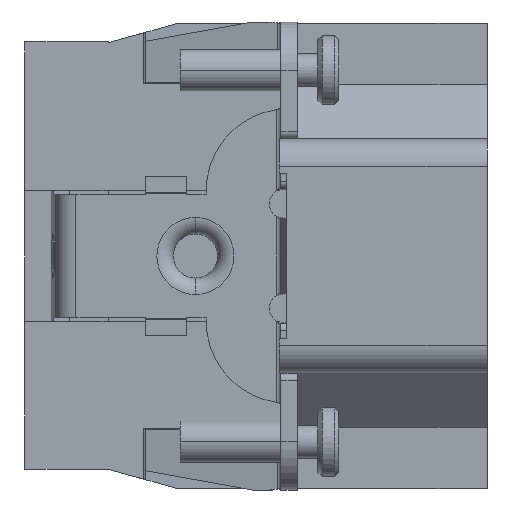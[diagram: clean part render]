
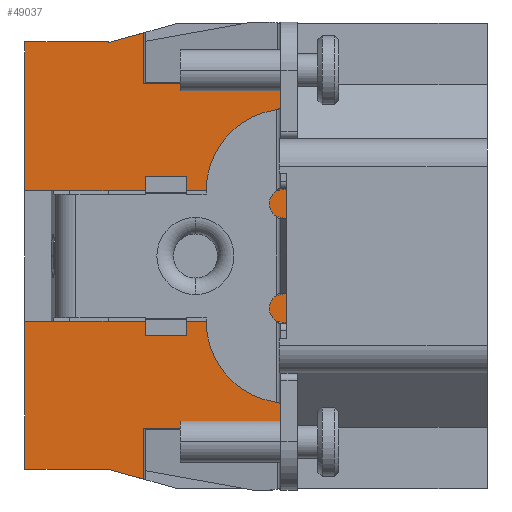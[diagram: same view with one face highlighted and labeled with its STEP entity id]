
A CAD part, left-side view. The second image highlights one B-rep face of the part: STEP entity #49037.
In plain terms, the highlighted planar face has unit normal (-1, 0, 0).
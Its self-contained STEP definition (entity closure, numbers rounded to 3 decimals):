
#381=DIRECTION('',(0.,0.963,-0.27));
#382=VECTOR('',#381,2.596);
#383=CARTESIAN_POINT('',(-21.5,25.,16.2));
#384=LINE('',#383,#382);
#445=DIRECTION('',(0.,0.,1.));
#446=VECTOR('',#445,0.05);
#447=CARTESIAN_POINT('',(-21.5,27.5,15.5));
#448=LINE('',#447,#446);
#769=DIRECTION('',(0.,0.,1.));
#770=VECTOR('',#769,10.8);
#771=CARTESIAN_POINT('',(-21.5,33.6,4.75));
#772=LINE('',#771,#770);
#801=DIRECTION('',(0.,0.,1.));
#802=VECTOR('',#801,10.75);
#803=CARTESIAN_POINT('',(-21.5,33.6,-15.5));
#804=LINE('',#803,#802);
#11282=DIRECTION('',(0.,0.,1.));
#11283=VECTOR('',#11282,2.578);
#11284=CARTESIAN_POINT('',(-21.5,13.8,-12.45));
#11285=LINE('',#11284,#11283);
#11336=DIRECTION('',(0.,0.,1.));
#11337=VECTOR('',#11336,5.763);
#11338=CARTESIAN_POINT('',(-21.5,13.8,6.687));
#11339=LINE('',#11338,#11337);
#11853=DIRECTION('',(0.,-1.,0.009));
#11854=VECTOR('',#11853,11.2);
#11855=CARTESIAN_POINT('',(-21.5,25.,-12.548));
#11856=LINE('',#11855,#11854);
#11889=DIRECTION('',(0.,0.,-1.));
#11890=VECTOR('',#11889,3.652);
#11891=CARTESIAN_POINT('',(-21.5,25.,16.2));
#11892=LINE('',#11891,#11890);
#11893=DIRECTION('',(0.,-1.,0.));
#11894=VECTOR('',#11893,0.8);
#11895=CARTESIAN_POINT('',(-21.5,14.6,6.687));
#11896=LINE('',#11895,#11894);
#11897=DIRECTION('',(0.,0.,1.));
#11898=VECTOR('',#11897,16.558);
#11899=CARTESIAN_POINT('',(-21.5,14.6,-9.872));
#11900=LINE('',#11899,#11898);
#11901=DIRECTION('',(0.,-1.,0.));
#11902=VECTOR('',#11901,0.8);
#11903=CARTESIAN_POINT('',(-21.5,14.6,-9.872));
#11904=LINE('',#11903,#11902);
#11905=DIRECTION('',(0.,0.,1.));
#11906=VECTOR('',#11905,3.652);
#11907=CARTESIAN_POINT('',(-21.5,25.,-16.2));
#11908=LINE('',#11907,#11906);
#11909=DIRECTION('',(0.,0.963,0.27));
#11910=VECTOR('',#11909,2.596);
#11911=CARTESIAN_POINT('',(-21.5,25.,-16.2));
#11912=LINE('',#11911,#11910);
#11913=DIRECTION('',(0.,1.,0.));
#11914=VECTOR('',#11913,6.1);
#11915=CARTESIAN_POINT('',(-21.5,27.5,-15.5));
#11916=LINE('',#11915,#11914);
#11917=DIRECTION('',(0.,0.,-1.));
#11918=VECTOR('',#11917,9.5);
#11919=CARTESIAN_POINT('',(-21.5,16.4,4.75));
#11920=LINE('',#11919,#11918);
#11925=DIRECTION('',(0.,-1.,0.));
#11926=VECTOR('',#11925,17.2);
#11927=CARTESIAN_POINT('',(-21.5,33.6,4.75));
#11928=LINE('',#11927,#11926);
#11997=DIRECTION('',(0.,1.,0.));
#11998=VECTOR('',#11997,17.2);
#11999=CARTESIAN_POINT('',(-21.5,16.4,-4.75));
#12000=LINE('',#11999,#11998);
#12253=DIRECTION('',(0.,1.,0.));
#12254=VECTOR('',#12253,6.1);
#12255=CARTESIAN_POINT('',(-21.5,27.5,15.55));
#12256=LINE('',#12255,#12254);
#12257=DIRECTION('',(0.,1.,0.009));
#12258=VECTOR('',#12257,11.2);
#12259=CARTESIAN_POINT('',(-21.5,13.8,12.45));
#12260=LINE('',#12259,#12258);
#29737=CARTESIAN_POINT('',(-21.5,14.6,-9.872));
#29738=CARTESIAN_POINT('',(-21.5,14.6,6.687));
#29739=VERTEX_POINT('',#29737);
#29740=VERTEX_POINT('',#29738);
#29741=CARTESIAN_POINT('',(-21.5,13.8,-9.872));
#29742=VERTEX_POINT('',#29741);
#29743=CARTESIAN_POINT('',(-21.5,13.8,6.687));
#29744=VERTEX_POINT('',#29743);
#29745=CARTESIAN_POINT('',(-21.5,16.4,4.75));
#29746=CARTESIAN_POINT('',(-21.5,16.4,-4.75));
#29747=VERTEX_POINT('',#29745);
#29748=VERTEX_POINT('',#29746);
#29785=CARTESIAN_POINT('',(-21.5,13.8,-12.45));
#29786=VERTEX_POINT('',#29785);
#29787=CARTESIAN_POINT('',(-21.5,13.8,12.45));
#29788=VERTEX_POINT('',#29787);
#29829=CARTESIAN_POINT('',(-21.5,25.,12.548));
#29831=VERTEX_POINT('',#29829);
#29833=CARTESIAN_POINT('',(-21.5,25.,-12.548));
#29835=VERTEX_POINT('',#29833);
#29839=CARTESIAN_POINT('',(-21.5,25.,16.2));
#29840=VERTEX_POINT('',#29839);
#29843=CARTESIAN_POINT('',(-21.5,25.,-16.2));
#29844=VERTEX_POINT('',#29843);
#32805=CARTESIAN_POINT('',(-21.5,33.6,-15.5));
#32806=VERTEX_POINT('',#32805);
#32807=CARTESIAN_POINT('',(-21.5,33.6,-4.75));
#32808=VERTEX_POINT('',#32807);
#32821=CARTESIAN_POINT('',(-21.5,33.6,4.75));
#32822=VERTEX_POINT('',#32821);
#32823=CARTESIAN_POINT('',(-21.5,33.6,15.55));
#32824=VERTEX_POINT('',#32823);
#32835=CARTESIAN_POINT('',(-21.5,27.5,15.55));
#32836=VERTEX_POINT('',#32835);
#32919=CARTESIAN_POINT('',(-21.5,27.5,-15.5));
#32920=VERTEX_POINT('',#32919);
#32921=CARTESIAN_POINT('',(-21.5,27.5,15.5));
#32922=VERTEX_POINT('',#32921);
#49002=CARTESIAN_POINT('',(-21.5,0.,-16.9));
#49003=DIRECTION('',(-1.,0.,0.));
#49004=DIRECTION('',(0.,0.,1.));
#49005=AXIS2_PLACEMENT_3D('',#49002,#49003,#49004);
#49006=PLANE('',#49005);
#49008=ORIENTED_EDGE('',*,*,#49007,.F.);
#49009=ORIENTED_EDGE('',*,*,#38378,.T.);
#49011=ORIENTED_EDGE('',*,*,#49010,.F.);
#49012=ORIENTED_EDGE('',*,*,#38206,.F.);
#49013=ORIENTED_EDGE('',*,*,#38043,.F.);
#49015=ORIENTED_EDGE('',*,*,#49014,.T.);
#49017=ORIENTED_EDGE('',*,*,#49016,.F.);
#49018=ORIENTED_EDGE('',*,*,#48162,.F.);
#49020=ORIENTED_EDGE('',*,*,#49019,.F.);
#49021=ORIENTED_EDGE('',*,*,#40424,.F.);
#49023=ORIENTED_EDGE('',*,*,#49022,.T.);
#49024=ORIENTED_EDGE('',*,*,#48128,.F.);
#49025=ORIENTED_EDGE('',*,*,#48958,.F.);
#49026=ORIENTED_EDGE('',*,*,#48997,.F.);
#49027=ORIENTED_EDGE('',*,*,#42531,.T.);
#49029=ORIENTED_EDGE('',*,*,#49028,.T.);
#49030=ORIENTED_EDGE('',*,*,#38394,.T.);
#49032=ORIENTED_EDGE('',*,*,#49031,.F.);
#49034=ORIENTED_EDGE('',*,*,#49033,.F.);
#49035=EDGE_LOOP('',(#49008,#49009,#49011,#49012,#49013,#49015,#49017,#49018,
#49020,#49021,#49023,#49024,#49025,#49026,#49027,#49029,#49030,#49032,#49034));
#49036=FACE_OUTER_BOUND('',#49035,.F.);
#49037=ADVANCED_FACE('',(#49036),#49006,.T.);
#38043=EDGE_CURVE('',#29840,#32922,#384,.T.);
#38206=EDGE_CURVE('',#32922,#32836,#448,.T.);
#38378=EDGE_CURVE('',#32822,#32824,#772,.T.);
#38394=EDGE_CURVE('',#32806,#32808,#804,.T.);
#40424=EDGE_CURVE('',#29739,#29740,#11900,.T.);
#42531=EDGE_CURVE('',#29844,#32920,#11912,.T.);
#48128=EDGE_CURVE('',#29786,#29742,#11285,.T.);
#48162=EDGE_CURVE('',#29744,#29788,#11339,.T.);
#48958=EDGE_CURVE('',#29835,#29786,#11856,.T.);
#48997=EDGE_CURVE('',#29844,#29835,#11908,.T.);
#49007=EDGE_CURVE('',#32822,#29747,#11928,.T.);
#49010=EDGE_CURVE('',#32836,#32824,#12256,.T.);
#49014=EDGE_CURVE('',#29840,#29831,#11892,.T.);
#49016=EDGE_CURVE('',#29788,#29831,#12260,.T.);
#49019=EDGE_CURVE('',#29740,#29744,#11896,.T.);
#49022=EDGE_CURVE('',#29739,#29742,#11904,.T.);
#49028=EDGE_CURVE('',#32920,#32806,#11916,.T.);
#49031=EDGE_CURVE('',#29748,#32808,#12000,.T.);
#49033=EDGE_CURVE('',#29747,#29748,#11920,.T.);
